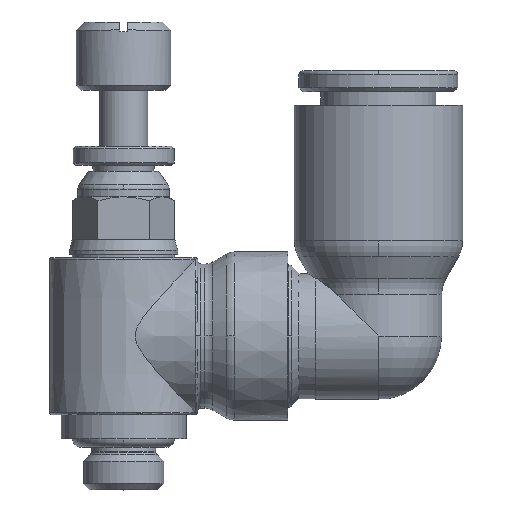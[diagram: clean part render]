
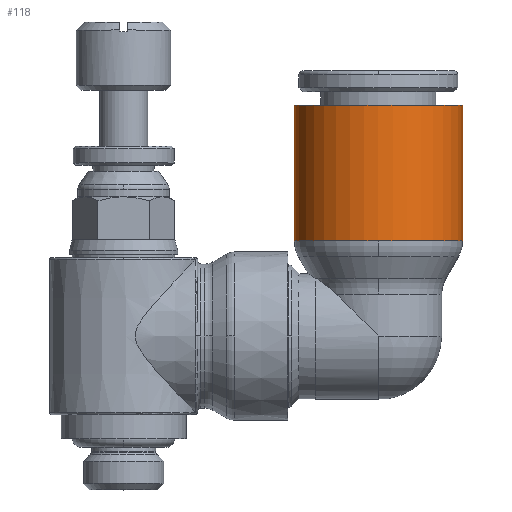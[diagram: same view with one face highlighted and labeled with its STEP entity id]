
A CAD part, top view. The second image highlights one B-rep face of the part: STEP entity #118.
In plain terms, the highlighted cylindrical face has radius 5.25 mm (diameter 10.5 mm), a partial arc.
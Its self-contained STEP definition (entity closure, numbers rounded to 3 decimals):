
#118=ADVANCED_FACE('',(#345),#346,.T.);
#345=FACE_OUTER_BOUND('',#666,.T.);
#346=CYLINDRICAL_SURFACE('',#667,5.25);
#666=EDGE_LOOP('',(#1420,#1421,#1422,#1423,#1424));
#667=AXIS2_PLACEMENT_3D('',#1425,#1426,#1427);
#1420=ORIENTED_EDGE('',*,*,#2245,.T.);
#1421=ORIENTED_EDGE('',*,*,#2313,.F.);
#1422=ORIENTED_EDGE('',*,*,#2248,.T.);
#1423=ORIENTED_EDGE('',*,*,#2312,.T.);
#1424=ORIENTED_EDGE('',*,*,#2254,.T.);
#1425=CARTESIAN_POINT('',(15.91,19.768,0.0));
#1426=DIRECTION('',(-0.0,1.0,0.0));
#1427=DIRECTION('',(1.0,0.0,0.0));
#2245=EDGE_CURVE('',#2783,#2784,#2785,.T.);
#2248=EDGE_CURVE('',#2790,#2788,#2791,.T.);
#2254=EDGE_CURVE('',#2794,#2783,#2801,.T.);
#2312=EDGE_CURVE('',#2788,#2794,#2893,.T.);
#2313=EDGE_CURVE('',#2790,#2784,#2894,.T.);
#2783=VERTEX_POINT('',#3701);
#2784=VERTEX_POINT('',#3702);
#2785=LINE('',#3703,#3704);
#2788=VERTEX_POINT('',#3707);
#2790=VERTEX_POINT('',#3709);
#2791=LINE('',#3710,#3711);
#2794=VERTEX_POINT('',#3714);
#2801=CIRCLE('',#3721,5.25);
#2893=CIRCLE('',#3920,5.25);
#2894=CIRCLE('',#3921,5.25);
#3701=CARTESIAN_POINT('',(21.16,15.536,0.0));
#3702=CARTESIAN_POINT('',(21.16,24.,0.0));
#3703=CARTESIAN_POINT('',(21.16,19.768,0.));
#3704=VECTOR('',#4666,1.0);
#3707=CARTESIAN_POINT('',(10.66,15.536,0.));
#3709=CARTESIAN_POINT('',(10.66,24.,0.));
#3710=CARTESIAN_POINT('',(10.66,19.768,0.));
#3711=VECTOR('',#4673,1.0);
#3714=CARTESIAN_POINT('',(15.91,15.536,5.25));
#3721=AXIS2_PLACEMENT_3D('',#4689,#4690,#4691);
#3920=AXIS2_PLACEMENT_3D('',#4823,#4824,#4825);
#3921=AXIS2_PLACEMENT_3D('',#4826,#4827,#4828);
#4666=DIRECTION('',(0.0,1.0,0.0));
#4673=DIRECTION('',(-0.0,-1.0,-0.0));
#4689=CARTESIAN_POINT('',(15.91,15.536,0.0));
#4690=DIRECTION('',(-0.0,1.0,0.0));
#4691=DIRECTION('',(1.0,0.0,0.0));
#4823=CARTESIAN_POINT('',(15.91,15.536,0.0));
#4824=DIRECTION('',(-0.0,1.0,0.0));
#4825=DIRECTION('',(1.0,0.0,0.0));
#4826=CARTESIAN_POINT('',(15.91,24.,0.0));
#4827=DIRECTION('',(-0.0,1.0,0.0));
#4828=DIRECTION('',(1.0,0.0,0.0));
